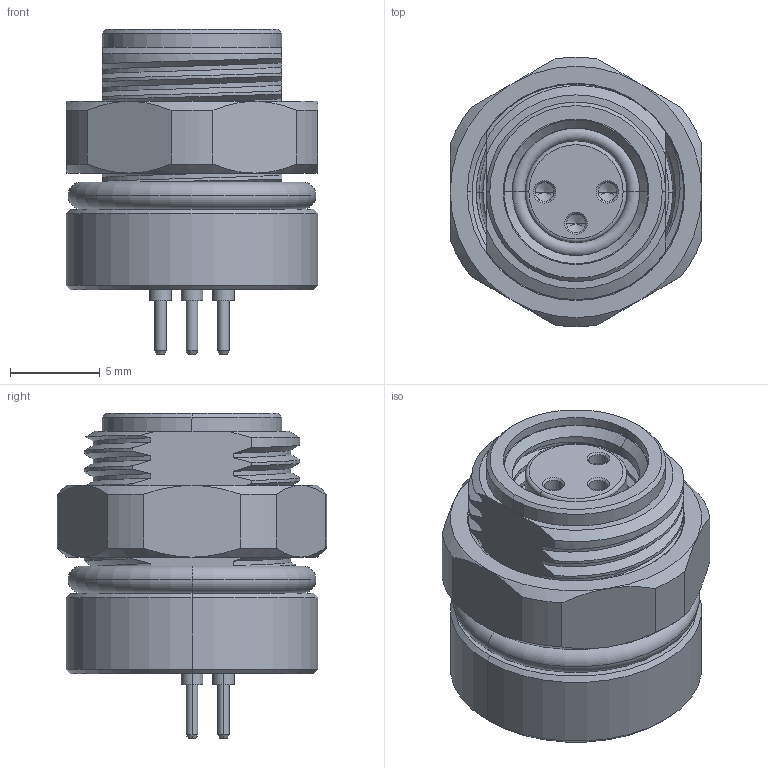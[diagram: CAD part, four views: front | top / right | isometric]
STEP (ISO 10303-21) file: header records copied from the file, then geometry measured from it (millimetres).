
FILE_DESCRIPTION((''),'2;1');
FILE_NAME('PRT0002','2023-07-01T',('gongchengVI'),(''),'PRO/ENGINEER BY PARAMETRIC TECHNOLOGY CORPORATION, 2010280','PRO/ENGINEER BY PARAMETRIC TECHNOLOGY CORPORATION, 2010280','');
FILE_SCHEMA(('CONFIG_CONTROL_DESIGN'));
Length unit declared in the file: millimetre
Products named in the file (1): PRT0002
Bounding box: 14 x 14.98 x 18.1 mm (x, y, z)
Surface area: 2986.9 mm2 (no closed solid volume)
Topology: 0 solids, 9 shells, 414 faces, 1005 edges, 633 vertices
Faces by surface type: cylinder 136, plane 121, cone 78, bspline 59, torus 20
Entity records: 28534 total; most frequent: CARTESIAN_POINT 19139, ORIENTED_EDGE 1998, DIRECTION 1848, EDGE_CURVE 999, AXIS2_PLACEMENT_3D 728, VERTEX_POINT 633, EDGE_LOOP 458, FACE_OUTER_BOUND 414
